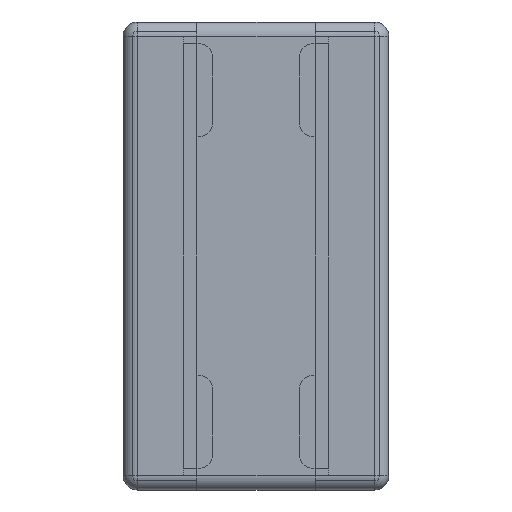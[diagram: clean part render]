
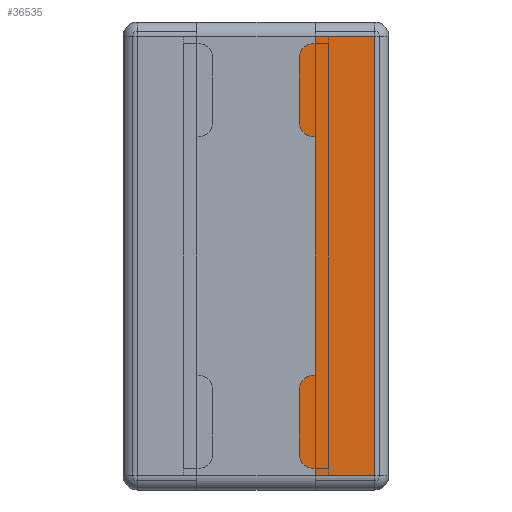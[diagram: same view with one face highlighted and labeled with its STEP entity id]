
A CAD part, left-side view. The second image highlights one B-rep face of the part: STEP entity #36535.
In plain terms, the highlighted planar face has unit normal (-1, 0, 0).
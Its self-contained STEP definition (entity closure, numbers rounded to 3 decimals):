
#315 = DIRECTION ( 'NONE',  ( 0., 0., 1. ) ) ;
#378 = VERTEX_POINT ( 'NONE', #2656 ) ;
#1579 = CARTESIAN_POINT ( 'NONE',  ( -34.1, 12.5, 18.64 ) ) ;
#1845 = EDGE_CURVE ( 'NONE', #17447, #45457, #19504, .T. ) ;
#1925 = EDGE_CURVE ( 'NONE', #8023, #2524, #21253, .T. ) ;
#1964 = VECTOR ( 'NONE', #315, 1000. ) ;
#2371 = DIRECTION ( 'NONE',  ( 0., -1., 0. ) ) ;
#2524 = VERTEX_POINT ( 'NONE', #48603 ) ;
#2556 = AXIS2_PLACEMENT_3D ( 'NONE', #20552, #17184, #13356 ) ;
#2614 = CARTESIAN_POINT ( 'NONE',  ( -34.1, 10.5, 18.64 ) ) ;
#2629 = EDGE_CURVE ( 'NONE', #11209, #22758, #34315, .T. ) ;
#2656 = CARTESIAN_POINT ( 'NONE',  ( -34.1, 2., -30.64 ) ) ;
#2744 = CIRCLE ( 'NONE', #16132, 2. ) ;
#2932 = DIRECTION ( 'NONE',  ( 0., 0., 1. ) ) ;
#3228 = FACE_OUTER_BOUND ( 'NONE', #44484, .T. ) ;
#3399 = LINE ( 'NONE', #32821, #9372 ) ;
#4832 = VERTEX_POINT ( 'NONE', #42193 ) ;
#4875 = EDGE_CURVE ( 'NONE', #39713, #2524, #13909, .T. ) ;
#5164 = CARTESIAN_POINT ( 'NONE',  ( -34.1, 37.08, -29.64 ) ) ;
#5281 = DIRECTION ( 'NONE',  ( 0., 0., 1. ) ) ;
#5422 = CARTESIAN_POINT ( 'NONE',  ( -34.1, 12.5, -27.64 ) ) ;
#5702 = DIRECTION ( 'NONE',  ( 0., 0., 1. ) ) ;
#5859 = VECTOR ( 'NONE', #7574, 1000. ) ;
#6349 = CARTESIAN_POINT ( 'NONE',  ( -34.1, 10.3, 29.64 ) ) ;
#6609 = DIRECTION ( 'NONE',  ( 0., 1., 0. ) ) ;
#6632 = DIRECTION ( 'NONE',  ( 1., 0., 0. ) ) ;
#7311 = ORIENTED_EDGE ( 'NONE', *, *, #2629, .T. ) ;
#7574 = DIRECTION ( 'NONE',  ( 0., 0., 1. ) ) ;
#7777 = EDGE_CURVE ( 'NONE', #47132, #17447, #21748, .T. ) ;
#7818 = CARTESIAN_POINT ( 'NONE',  ( -34.1, 12.5, 0. ) ) ;
#7943 = EDGE_CURVE ( 'NONE', #15938, #22758, #43835, .T. ) ;
#8023 = VERTEX_POINT ( 'NONE', #29072 ) ;
#8178 = CARTESIAN_POINT ( 'NONE',  ( -34.1, 10.5, 29.64 ) ) ;
#9346 = VECTOR ( 'NONE', #2371, 1000. ) ;
#9372 = VECTOR ( 'NONE', #40002, 1000. ) ;
#9519 = PLANE ( 'NONE',  #2556 ) ;
#10389 = ORIENTED_EDGE ( 'NONE', *, *, #13302, .F. ) ;
#11209 = VERTEX_POINT ( 'NONE', #25660 ) ;
#12034 = VECTOR ( 'NONE', #42448, 1000. ) ;
#12112 = LINE ( 'NONE', #7818, #1964 ) ;
#12260 = AXIS2_PLACEMENT_3D ( 'NONE', #32101, #20615, #5281 ) ;
#12648 = DIRECTION ( 'NONE',  ( 0., -1., 0. ) ) ;
#12787 = CARTESIAN_POINT ( 'NONE',  ( -34.1, 12.5, -18.64 ) ) ;
#12811 = VERTEX_POINT ( 'NONE', #1579 ) ;
#12888 = DIRECTION ( 'NONE',  ( 0., 1., 0. ) ) ;
#13302 = EDGE_CURVE ( 'NONE', #378, #8023, #31424, .T. ) ;
#13356 = DIRECTION ( 'NONE',  ( 0., 0., -1. ) ) ;
#13374 = CARTESIAN_POINT ( 'NONE',  ( -34.1, 10.3, 30.64 ) ) ;
#13506 = VECTOR ( 'NONE', #12888, 1000. ) ;
#13810 = ORIENTED_EDGE ( 'NONE', *, *, #7943, .F. ) ;
#13909 = LINE ( 'NONE', #5164, #32418 ) ;
#14624 = CARTESIAN_POINT ( 'NONE',  ( -34.1, 10.5, -29.64 ) ) ;
#15938 = VERTEX_POINT ( 'NONE', #6349 ) ;
#16132 = AXIS2_PLACEMENT_3D ( 'NONE', #2614, #6632, #2932 ) ;
#17151 = EDGE_CURVE ( 'NONE', #12811, #4832, #25586, .T. ) ;
#17184 = DIRECTION ( 'NONE',  ( 1., 0., 0. ) ) ;
#17447 = VERTEX_POINT ( 'NONE', #26503 ) ;
#19504 = LINE ( 'NONE', #25043, #9346 ) ;
#19894 = EDGE_CURVE ( 'NONE', #37979, #12811, #2744, .T. ) ;
#19979 = EDGE_CURVE ( 'NONE', #39713, #32164, #41563, .T. ) ;
#20414 = CARTESIAN_POINT ( 'NONE',  ( -34.1, -92.759, -30.64 ) ) ;
#20552 = CARTESIAN_POINT ( 'NONE',  ( -34.1, -92.759, -30.64 ) ) ;
#20615 = DIRECTION ( 'NONE',  ( 1., 0., 0. ) ) ;
#20775 = LINE ( 'NONE', #30390, #5859 ) ;
#20787 = CARTESIAN_POINT ( 'NONE',  ( -34.1, 10.5, -27.64 ) ) ;
#21193 = DIRECTION ( 'NONE',  ( 0., 0., 1. ) ) ;
#21234 = AXIS2_PLACEMENT_3D ( 'NONE', #20787, #43786, #43623 ) ;
#21253 = LINE ( 'NONE', #40231, #26620 ) ;
#21748 = CIRCLE ( 'NONE', #12260, 2. ) ;
#22260 = CARTESIAN_POINT ( 'NONE',  ( -34.1, -92.759, 30.64 ) ) ;
#22758 = VERTEX_POINT ( 'NONE', #13374 ) ;
#22840 = DIRECTION ( 'NONE',  ( 0., 1., 0. ) ) ;
#24187 = VECTOR ( 'NONE', #6609, 1000. ) ;
#24581 = ORIENTED_EDGE ( 'NONE', *, *, #46693, .F. ) ;
#25043 = CARTESIAN_POINT ( 'NONE',  ( -34.1, 37.08, -16.64 ) ) ;
#25053 = EDGE_CURVE ( 'NONE', #11209, #378, #3399, .T. ) ;
#25084 = DIRECTION ( 'NONE',  ( 0., 0., 1. ) ) ;
#25586 = LINE ( 'NONE', #40714, #38724 ) ;
#25660 = CARTESIAN_POINT ( 'NONE',  ( -34.1, 2., 30.64 ) ) ;
#26259 = ORIENTED_EDGE ( 'NONE', *, *, #17151, .F. ) ;
#26503 = CARTESIAN_POINT ( 'NONE',  ( -34.1, 10.5, -16.64 ) ) ;
#26620 = VECTOR ( 'NONE', #47555, 1000. ) ;
#28107 = EDGE_CURVE ( 'NONE', #32164, #47132, #12112, .T. ) ;
#28842 = VECTOR ( 'NONE', #22840, 1000. ) ;
#29072 = CARTESIAN_POINT ( 'NONE',  ( -34.1, 10.3, -30.64 ) ) ;
#29222 = VERTEX_POINT ( 'NONE', #41565 ) ;
#30251 = ORIENTED_EDGE ( 'NONE', *, *, #19979, .F. ) ;
#30390 = CARTESIAN_POINT ( 'NONE',  ( -34.1, 10.3, -30.64 ) ) ;
#30787 = ORIENTED_EDGE ( 'NONE', *, *, #25053, .F. ) ;
#31424 = LINE ( 'NONE', #20414, #13506 ) ;
#31893 = LINE ( 'NONE', #37489, #28842 ) ;
#32101 = CARTESIAN_POINT ( 'NONE',  ( -34.1, 10.5, -18.64 ) ) ;
#32164 = VERTEX_POINT ( 'NONE', #5422 ) ;
#32418 = VECTOR ( 'NONE', #12648, 1000. ) ;
#32654 = EDGE_CURVE ( 'NONE', #45457, #29222, #20775, .T. ) ;
#32682 = DIRECTION ( 'NONE',  ( 1., 0., 0. ) ) ;
#32821 = CARTESIAN_POINT ( 'NONE',  ( -34.1, 2., -30.64 ) ) ;
#33073 = CIRCLE ( 'NONE', #39878, 2. ) ;
#33083 = CARTESIAN_POINT ( 'NONE',  ( -34.1, 10.3, -30.64 ) ) ;
#34063 = ORIENTED_EDGE ( 'NONE', *, *, #19894, .F. ) ;
#34108 = ORIENTED_EDGE ( 'NONE', *, *, #4875, .T. ) ;
#34192 = CARTESIAN_POINT ( 'NONE',  ( -34.1, 10.3, -16.64 ) ) ;
#34315 = LINE ( 'NONE', #22260, #24187 ) ;
#35601 = CARTESIAN_POINT ( 'NONE',  ( -34.1, 10.5, 16.64 ) ) ;
#35891 = LINE ( 'NONE', #42125, #12034 ) ;
#35918 = ORIENTED_EDGE ( 'NONE', *, *, #36012, .F. ) ;
#36012 = EDGE_CURVE ( 'NONE', #4832, #39289, #33073, .T. ) ;
#36535 = ADVANCED_FACE ( 'NONE', ( #3228 ), #9519, .F. ) ;
#37489 = CARTESIAN_POINT ( 'NONE',  ( -34.1, 37.08, 16.64 ) ) ;
#37979 = VERTEX_POINT ( 'NONE', #35601 ) ;
#38724 = VECTOR ( 'NONE', #21193, 1000. ) ;
#38877 = ORIENTED_EDGE ( 'NONE', *, *, #28107, .F. ) ;
#39289 = VERTEX_POINT ( 'NONE', #8178 ) ;
#39713 = VERTEX_POINT ( 'NONE', #14624 ) ;
#39878 = AXIS2_PLACEMENT_3D ( 'NONE', #40202, #32682, #5702 ) ;
#40002 = DIRECTION ( 'NONE',  ( 0., 0., -1. ) ) ;
#40202 = CARTESIAN_POINT ( 'NONE',  ( -34.1, 10.5, 27.64 ) ) ;
#40231 = CARTESIAN_POINT ( 'NONE',  ( -34.1, 10.3, -30.64 ) ) ;
#40394 = ORIENTED_EDGE ( 'NONE', *, *, #7777, .F. ) ;
#40714 = CARTESIAN_POINT ( 'NONE',  ( -34.1, 12.5, 0. ) ) ;
#41563 = CIRCLE ( 'NONE', #21234, 2. ) ;
#41565 = CARTESIAN_POINT ( 'NONE',  ( -34.1, 10.3, 16.64 ) ) ;
#42125 = CARTESIAN_POINT ( 'NONE',  ( -34.1, 37.08, 29.64 ) ) ;
#42193 = CARTESIAN_POINT ( 'NONE',  ( -34.1, 12.5, 27.64 ) ) ;
#42448 = DIRECTION ( 'NONE',  ( 0., -1., 0. ) ) ;
#42563 = ORIENTED_EDGE ( 'NONE', *, *, #32654, .F. ) ;
#43623 = DIRECTION ( 'NONE',  ( 0., 0., 1. ) ) ;
#43786 = DIRECTION ( 'NONE',  ( 1., 0., 0. ) ) ;
#43835 = LINE ( 'NONE', #33083, #46799 ) ;
#44484 = EDGE_LOOP ( 'NONE', ( #7311, #13810, #48399, #35918, #26259, #34063, #24581, #42563, #48269, #40394, #38877, #30251, #34108, #45690, #10389, #30787 ) ) ;
#45457 = VERTEX_POINT ( 'NONE', #34192 ) ;
#45690 = ORIENTED_EDGE ( 'NONE', *, *, #1925, .F. ) ;
#46693 = EDGE_CURVE ( 'NONE', #29222, #37979, #31893, .T. ) ;
#46799 = VECTOR ( 'NONE', #25084, 1000. ) ;
#47132 = VERTEX_POINT ( 'NONE', #12787 ) ;
#47555 = DIRECTION ( 'NONE',  ( 0., 0., 1. ) ) ;
#48269 = ORIENTED_EDGE ( 'NONE', *, *, #1845, .F. ) ;
#48286 = EDGE_CURVE ( 'NONE', #39289, #15938, #35891, .T. ) ;
#48399 = ORIENTED_EDGE ( 'NONE', *, *, #48286, .F. ) ;
#48603 = CARTESIAN_POINT ( 'NONE',  ( -34.1, 10.3, -29.64 ) ) ;
